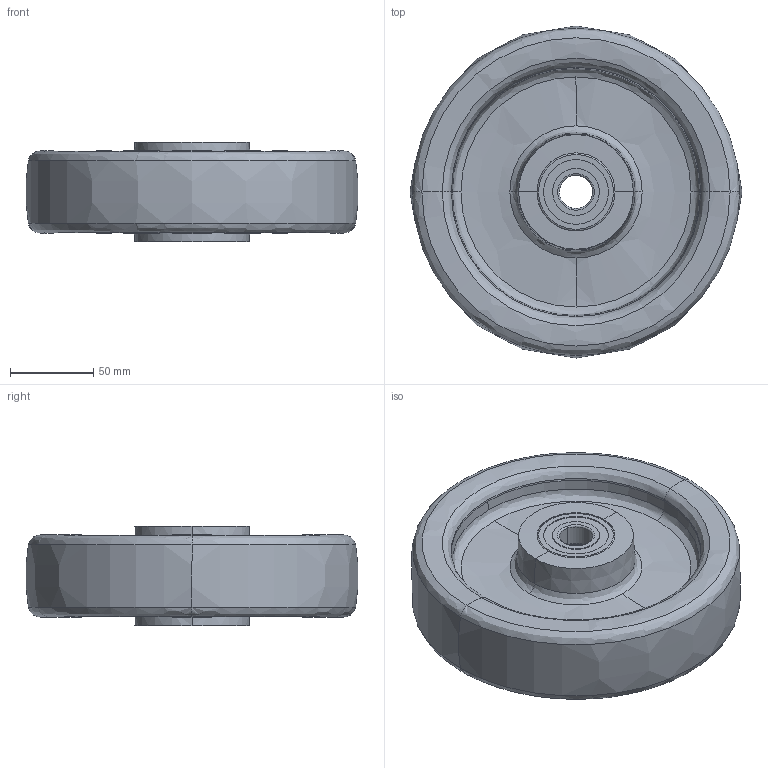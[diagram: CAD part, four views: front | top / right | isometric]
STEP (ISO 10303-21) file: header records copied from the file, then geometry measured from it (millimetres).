
FILE_DESCRIPTION (( 'STEP AP214' ), '1' );
FILE_NAME ('0014312.step', '2022-05-16T09:42:35', ( '' ), ( '' ), 'SwSTEP 2.0', 'SolidWorks 2020', '' );
FILE_SCHEMA (( 'AUTOMOTIVE_DESIGN' ));
Length unit declared in the file: millimetre
Products named in the file (1): 0014312
Bounding box: 199.64 x 199.64 x 60.1 mm (x, y, z)
Surface area: 240471.5 mm2 (no closed solid volume)
Topology: 0 solids, 14 shells, 255 faces, 633 edges, 374 vertices
Faces by surface type: plane 64, bspline 59, cylinder 54, cone 42, torus 36
Entity records: 11412 total; most frequent: CARTESIAN_POINT 2623, DIRECTION 1290, ORIENTED_EDGE 1210, EDGE_CURVE 625, AXIS2_PLACEMENT_3D 557, VERTEX_POINT 374, CIRCLE 360, EDGE_LOOP 283
